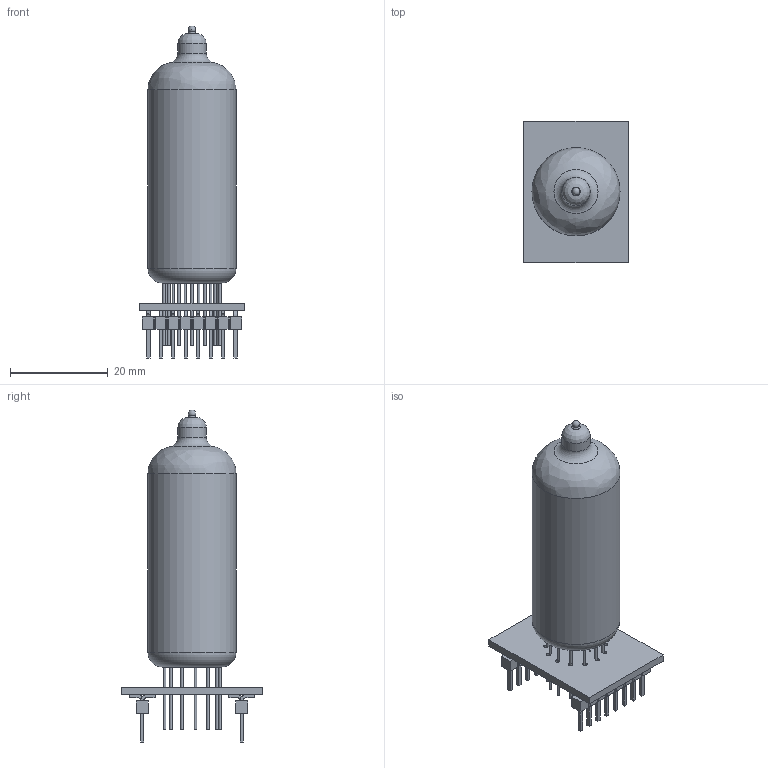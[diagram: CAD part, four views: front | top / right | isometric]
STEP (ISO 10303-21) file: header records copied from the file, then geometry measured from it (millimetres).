
FILE_DESCRIPTION(/* description */ (''),/* implementation_level */ '2;1');
FILE_NAME(/* name */ '37893969-d25f-4c47-816d-9ed79ac76bfa.zip.stp',/* time_stamp */ '2019-03-15T18:51:12+00:00',/* author */ (''),/* organization */ (''),/* preprocessor_version */ 'ST-DEVELOPER v17.2',/* originating_system */ 'Autodesk Translation Framework v7.6.0.251',/* authorisation */ '');
FILE_SCHEMA (('AUTOMOTIVE_DESIGN { 1 0 10303 214 3 1 1 }'));
Products named in the file (30): nixie_mount; PCB Component; Board; TSM-108-XX-XXX-SV; _TSM-108-01-SV_body; _T-1S6-16(-01-8-SV); IN-14; NX-SZP-IN14-10-v01; NX-SZP-IN14-11-v01; NX-SZP-IN14-12-v01; NX-SZP-IN14-13-v01; NX-SZP-IN14-14-v01; NX-SZP-IN14-15-v01; NX-SZP-IN14-16-v01; NX-SZP-IN14-17-v01; NX-SZP-IN14-18-v01; NX-SZP-IN14-00-v01; NX-SZP-IN14-01-v01; NX-SZP-IN14-02-v01; NX-SZP-IN14-03-v01; NX-SZP-IN14-04-v01; NX-SZP-IN14-05-v01; NX-SZP-IN14-06-v01; NX-SZP-IN14-07-v01; NX-SZP-IN14-08-v01; NX-SZP-IN14-09-v01; NX-SZP-IN14-19-v01; NX-SZP-IN14-20-v01; NX-SZP-IN14-21-v01; NX-SZP-IN14-21-v02
Assembly tree (43 placements, depth 4):
  nixie_mount
    PCB Component
      Board
      TSM-108-XX-XXX-SV  x2
        _TSM-108-01-SV_body
        _T-1S6-16(-01-8-SV)
      IN-14
        NX-SZP-IN14-10-v01
        NX-SZP-IN14-11-v01  x13
        NX-SZP-IN14-12-v01
        NX-SZP-IN14-13-v01
        NX-SZP-IN14-14-v01
        NX-SZP-IN14-15-v01
        NX-SZP-IN14-16-v01
        NX-SZP-IN14-17-v01
        NX-SZP-IN14-18-v01  x2
        NX-SZP-IN14-00-v01
        NX-SZP-IN14-01-v01
        NX-SZP-IN14-02-v01
        NX-SZP-IN14-03-v01
        NX-SZP-IN14-04-v01
        NX-SZP-IN14-05-v01
        NX-SZP-IN14-06-v01
        NX-SZP-IN14-07-v01
        NX-SZP-IN14-08-v01
        NX-SZP-IN14-09-v01
        NX-SZP-IN14-19-v01
        NX-SZP-IN14-20-v01
        NX-SZP-IN14-21-v01
        NX-SZP-IN14-21-v02
Bounding box: 21.34 x 28.96 x 67.81 mm (x, y, z)
Volume: 4014.1 mm3; surface area: 12910.5 mm2
Topology: 52 solids, 52 shells, 2578 faces, 7221 edges, 4702 vertices
Faces by surface type: plane 2110, cylinder 402, bspline 52, torus 12, cone 1, sphere 1
Full cylindrical faces by diameter (mm): 0.35 x3, 0.5 x26, 0.75 x48, 0.8 x4, 0.84 x13, 1.25 x1, 1.42 x2, 2 x1, 3 x22, 4.5 x1, 4.792 x1, 5.792 x1, 7 x2, 17 x2, 18 x1
Entity records: 75760 total; most frequent: CARTESIAN_POINT 13944, ORIENTED_EDGE 12896, DIRECTION 11981, EDGE_CURVE 6448, LINE 5463, VECTOR 5463, VERTEX_POINT 4166, AXIS2_PLACEMENT_3D 3259
